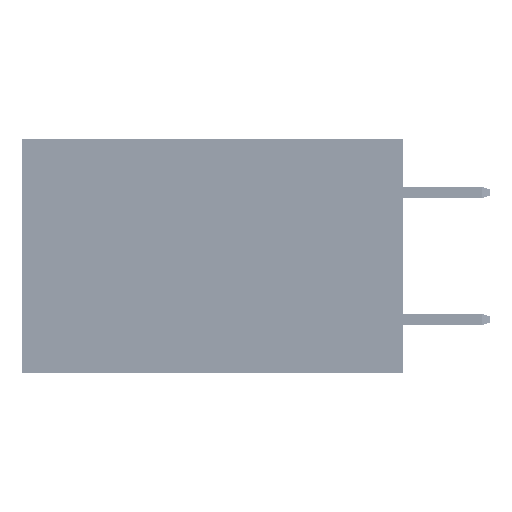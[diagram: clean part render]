
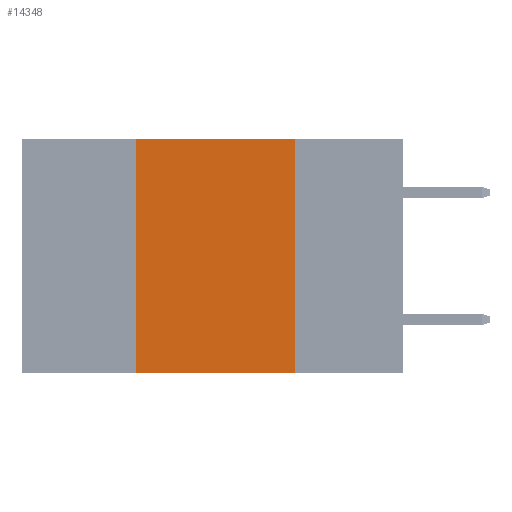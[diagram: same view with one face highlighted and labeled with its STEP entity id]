
A CAD part, left-side view. The second image highlights one B-rep face of the part: STEP entity #14348.
In plain terms, the highlighted planar face has unit normal (-1, 0, 0).
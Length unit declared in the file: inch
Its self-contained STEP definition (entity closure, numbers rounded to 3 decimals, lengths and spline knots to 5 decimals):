
#1083 = DIRECTION ( 'NONE',  ( 1., 0., 0. ) ) ;
#1695 = VERTEX_POINT ( 'NONE', #25563 ) ;
#2414 = LINE ( 'NONE', #6147, #43040 ) ;
#3971 = VERTEX_POINT ( 'NONE', #12075 ) ;
#5739 = EDGE_CURVE ( 'NONE', #45406, #36352, #27224, .T. ) ;
#5882 = VECTOR ( 'NONE', #22052, 39.37008 ) ;
#6069 = AXIS2_PLACEMENT_3D ( 'NONE', #29306, #1083, #41023 ) ;
#6147 = CARTESIAN_POINT ( 'NONE',  ( 0., 0.42, 0. ) ) ;
#8215 = ORIENTED_EDGE ( 'NONE', *, *, #5739, .F. ) ;
#11559 = VECTOR ( 'NONE', #31216, 39.37008 ) ;
#12062 = EDGE_CURVE ( 'NONE', #1695, #36352, #46006, .T. ) ;
#12075 = CARTESIAN_POINT ( 'NONE',  ( 0., 0.42, 0. ) ) ;
#12528 = FACE_OUTER_BOUND ( 'NONE', #43673, .T. ) ;
#14348 = ADVANCED_FACE ( 'NONE', ( #12528 ), #49799, .F. ) ;
#16752 = CARTESIAN_POINT ( 'NONE',  ( 0., 0.6, -0.37 ) ) ;
#17692 = EDGE_CURVE ( 'NONE', #3971, #45406, #31441, .T. ) ;
#22052 = DIRECTION ( 'NONE',  ( 0., -1., 0. ) ) ;
#23135 = CARTESIAN_POINT ( 'NONE',  ( 0., 0.17, -0.37 ) ) ;
#25563 = CARTESIAN_POINT ( 'NONE',  ( 0., 0.42, -0.37 ) ) ;
#27224 = LINE ( 'NONE', #43192, #11559 ) ;
#27462 = CARTESIAN_POINT ( 'NONE',  ( 0., 0.6, 0. ) ) ;
#29306 = CARTESIAN_POINT ( 'NONE',  ( 0., 0.6, 0. ) ) ;
#31216 = DIRECTION ( 'NONE',  ( 0., 0., -1. ) ) ;
#31441 = LINE ( 'NONE', #27462, #43973 ) ;
#34634 = DIRECTION ( 'NONE',  ( 0., 0., 1. ) ) ;
#35815 = CARTESIAN_POINT ( 'NONE',  ( 0., 0.17, 0. ) ) ;
#36352 = VERTEX_POINT ( 'NONE', #23135 ) ;
#39314 = ORIENTED_EDGE ( 'NONE', *, *, #12062, .T. ) ;
#41023 = DIRECTION ( 'NONE',  ( 0., 0., -1. ) ) ;
#42945 = ORIENTED_EDGE ( 'NONE', *, *, #51911, .F. ) ;
#43040 = VECTOR ( 'NONE', #34634, 39.37008 ) ;
#43192 = CARTESIAN_POINT ( 'NONE',  ( 0., 0.17, 0. ) ) ;
#43673 = EDGE_LOOP ( 'NONE', ( #8215, #43758, #42945, #39314 ) ) ;
#43696 = DIRECTION ( 'NONE',  ( 0., -1., 0. ) ) ;
#43758 = ORIENTED_EDGE ( 'NONE', *, *, #17692, .F. ) ;
#43973 = VECTOR ( 'NONE', #43696, 39.37008 ) ;
#45406 = VERTEX_POINT ( 'NONE', #35815 ) ;
#46006 = LINE ( 'NONE', #16752, #5882 ) ;
#49799 = PLANE ( 'NONE',  #6069 ) ;
#51911 = EDGE_CURVE ( 'NONE', #1695, #3971, #2414, .T. ) ;
